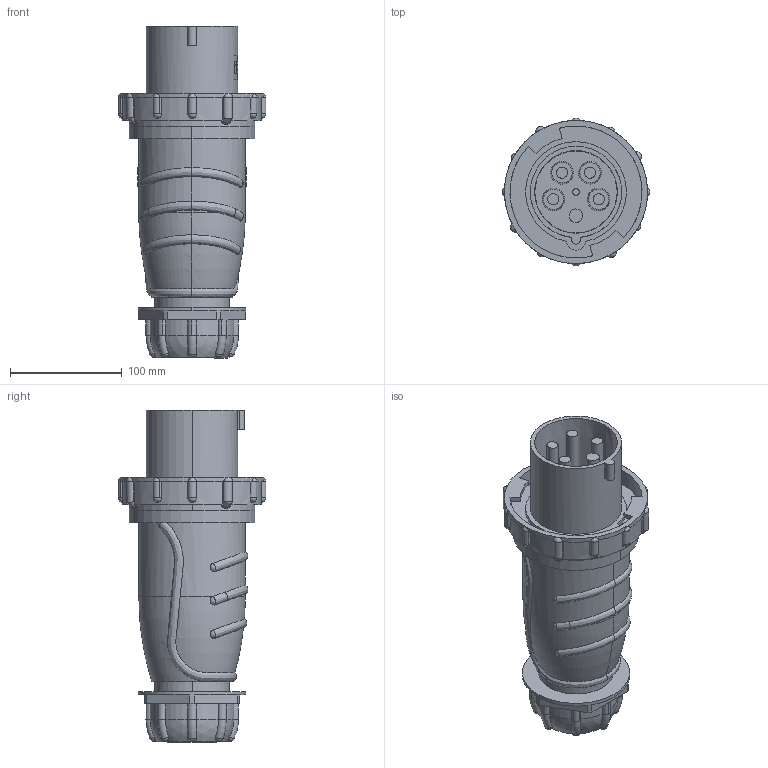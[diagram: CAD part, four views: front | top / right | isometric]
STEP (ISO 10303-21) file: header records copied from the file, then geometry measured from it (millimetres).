
FILE_DESCRIPTION (( 'STEP AP214' ), '1' );
FILE_NAME ('PSN02-125-5 MAGNUM Âèëêà ïåðåíîñ. ÑÑÈ-045 125À-6÷ 380Â 3P+PE+N IP67 IEK.STEP', '2025-07-22T13:22:25', ( '' ), ( '' ), 'SwSTEP 2.0', 'SolidWorks 2022', '' );
FILE_SCHEMA (( 'AUTOMOTIVE_DESIGN' ));
Length unit declared in the file: millimetre
Products named in the file (1): PSN02-125-5 MAGNUM Вилка перенос. ССИ-045 125А-6ч 380В 3P+PE+N IP67 IEK
Bounding box: 131.98 x 131.98 x 296.5 mm (x, y, z)
Volume: 823319.1 mm3; surface area: 276798.8 mm2
Topology: 15 solids, 15 shells, 860 faces, 2247 edges, 1420 vertices
Faces by surface type: plane 442, cylinder 253, bspline 67, torus 56, cone 30, sphere 12
Entity records: 33970 total; most frequent: CARTESIAN_POINT 13337, ORIENTED_EDGE 4358, DIRECTION 4133, EDGE_CURVE 2179, AXIS2_PLACEMENT_3D 1558, VERTEX_POINT 1414, VECTOR 1017, LINE 1017
